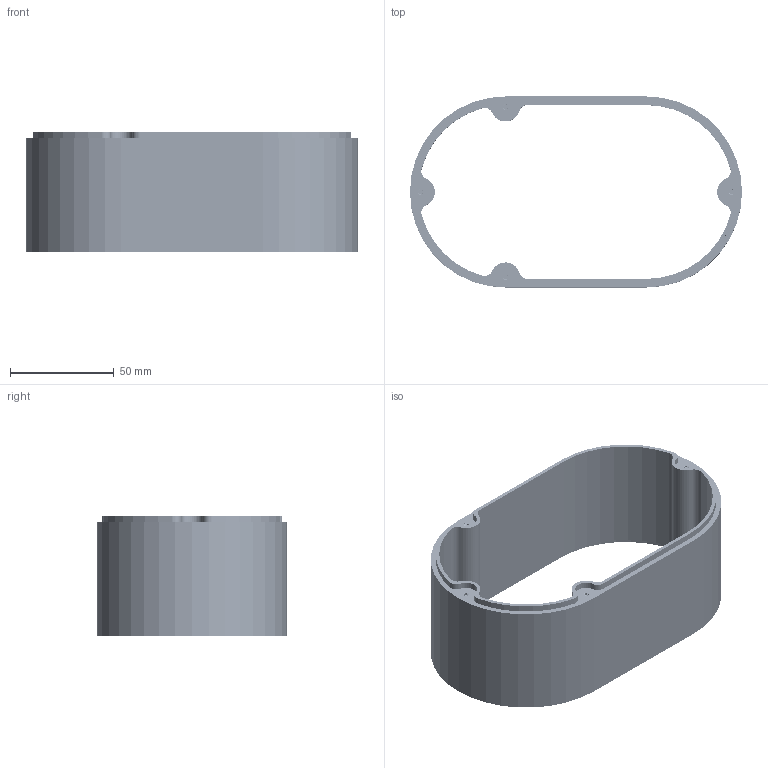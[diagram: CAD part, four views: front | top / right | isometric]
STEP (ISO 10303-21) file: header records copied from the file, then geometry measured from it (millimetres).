
FILE_DESCRIPTION(/* description */ (''),/* implementation_level */ '2;1');
FILE_NAME(/* name */ 'BOITIER.step',/* time_stamp */ '2024-02-21T06:07:59+01:00',/* author */ (''),/* organization */ (''),/* preprocessor_version */ 'ST-DEVELOPER v20',/* originating_system */ 'Autodesk Translation Framework v12.20.1.177',/* authorisation */ '');
FILE_SCHEMA (('AUTOMOTIVE_DESIGN { 1 0 10303 214 3 1 1 }'));
Length unit declared in the file: millimetre
Products named in the file (2): NOUVEAU RV ONE; BOITIER
Assembly tree (1 placements, depth 2):
  NOUVEAU RV ONE
    BOITIER
Bounding box: 160 x 92 x 58 mm (x, y, z)
Volume: 111694.9 mm3; surface area: 55613.4 mm2
Topology: 1 solids, 1 shells, 742 faces, 2190 edges, 1460 vertices
Faces by surface type: cylinder 706, plane 20, bspline 16
Full cylindrical faces by diameter (mm): 2.529 x160, 3.086 x88
Entity records: 60605 total; most frequent: CARTESIAN_POINT 43276, ORIENTED_EDGE 4380, DIRECTION 2438, EDGE_CURVE 2190, VERTEX_POINT 1460, B_SPLINE_CURVE_WITH_KNOTS 1344, AXIS2_PLACEMENT_3D 862, EDGE_LOOP 754
